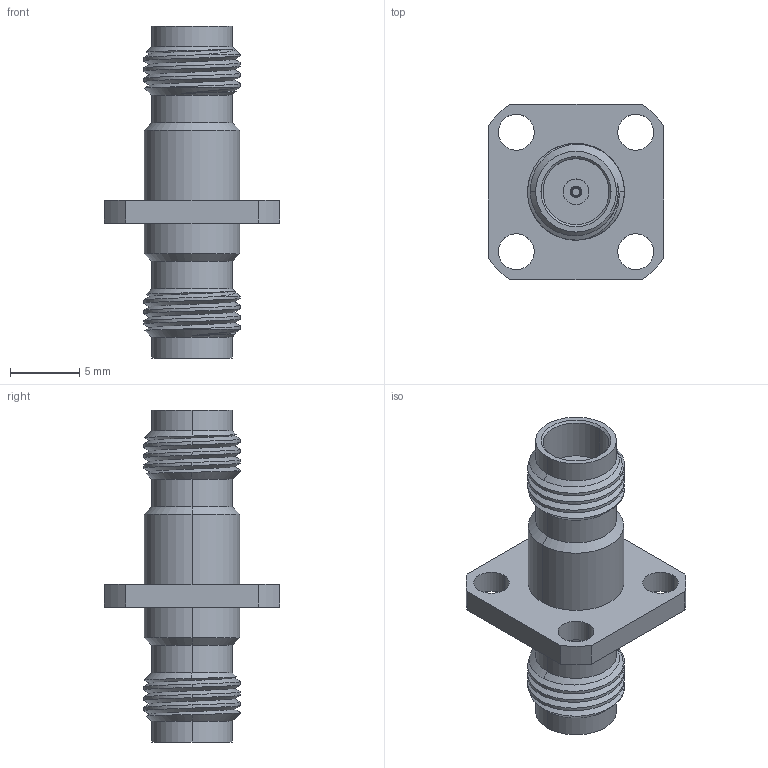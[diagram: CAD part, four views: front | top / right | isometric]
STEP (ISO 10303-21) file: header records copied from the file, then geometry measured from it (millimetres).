
FILE_DESCRIPTION (( 'STEP AP214' ), '1' );
FILE_NAME ('CT-VFVF-PM4-LN1.STEP', '2024-11-08T17:48:15', ( '' ), ( '' ), 'SwSTEP 2.0', 'SolidWorks 2021', '' );
FILE_SCHEMA (( 'AUTOMOTIVE_DESIGN' ));
Length unit declared in the file: millimetre
Products named in the file (1): CT-VFVF-PM4-LN1
Bounding box: 12.7 x 12.7 x 24 mm (x, y, z)
Volume: 832.8 mm3; surface area: 1085.8 mm2
Topology: 1 solids, 1 shells, 115 faces, 290 edges, 185 vertices
Faces by surface type: cylinder 56, plane 30, cone 25, bspline 4
Entity records: 5531 total; most frequent: CARTESIAN_POINT 2778, ORIENTED_EDGE 580, DIRECTION 569, EDGE_CURVE 290, AXIS2_PLACEMENT_3D 225, VERTEX_POINT 185, EDGE_LOOP 131, LINE 119
